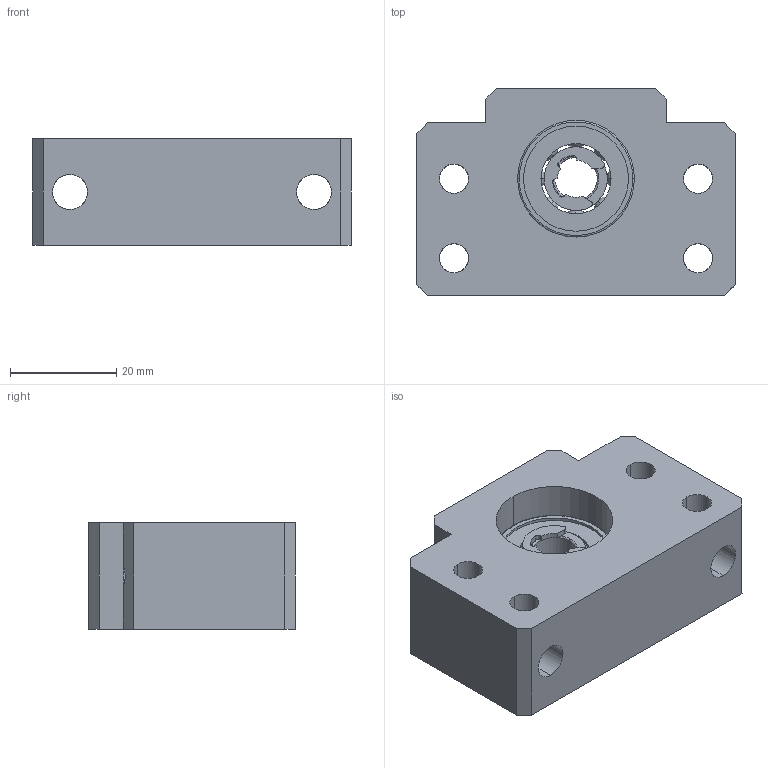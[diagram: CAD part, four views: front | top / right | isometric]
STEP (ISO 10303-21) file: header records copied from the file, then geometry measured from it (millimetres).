
FILE_DESCRIPTION (( 'STEP AP214' ), '1' );
FILE_NAME ('BF10.STEP', '2019-04-04T07:55:53', ( '' ), ( '' ), 'SwSTEP 2.0', 'SolidWorks 2015', '' );
FILE_SCHEMA (( 'AUTOMOTIVE_DESIGN' ));
Length unit declared in the file: millimetre
Products named in the file (1): BF10
Bounding box: 60 x 39 x 20 mm (x, y, z)
Volume: 32933.1 mm3; surface area: 13669.9 mm2
Topology: 3 solids, 3 shells, 737 faces, 2167 edges, 1418 vertices
Faces by surface type: plane 566, bspline 105, cylinder 66
Entity records: 28299 total; most frequent: CARTESIAN_POINT 9440, ORIENTED_EDGE 4266, DIRECTION 3373, EDGE_CURVE 2133, LINE 1615, VECTOR 1615, VERTEX_POINT 1418, AXIS2_PLACEMENT_3D 879
